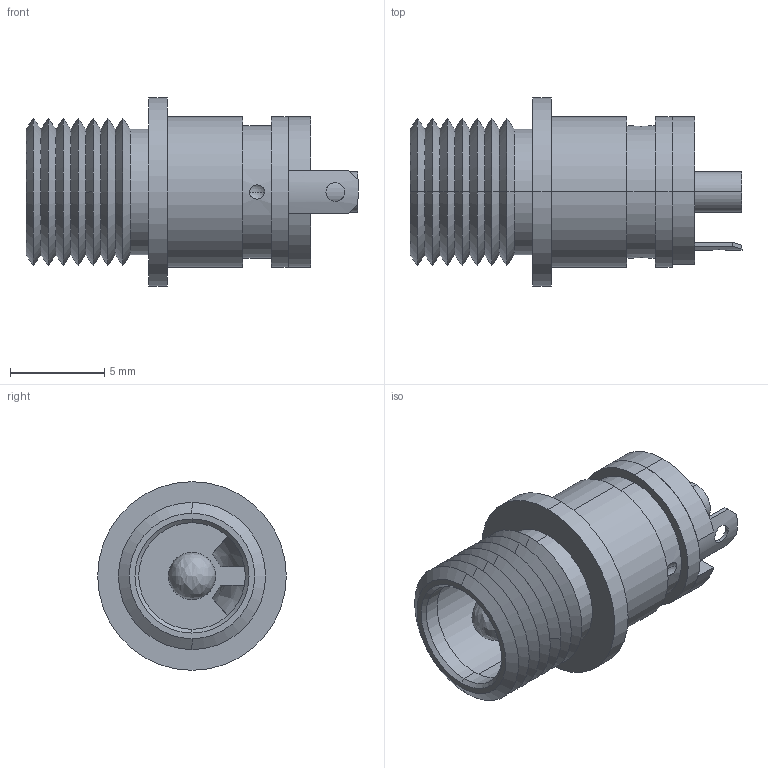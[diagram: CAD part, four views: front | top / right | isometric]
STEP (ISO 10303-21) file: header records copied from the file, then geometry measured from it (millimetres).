
FILE_DESCRIPTION (( 'STEP AP203' ), '1' );
FILE_NAME ('50-00617_revA.STEP', '2019-05-29T18:39:43', ( '' ), ( '' ), 'SwSTEP 2.0', 'SolidWorks 2015', '' );
FILE_SCHEMA (( 'CONFIG_CONTROL_DESIGN' ));
Length unit declared in the file: millimetre
Products named in the file (5): 50-00617_revA; 50-00617 insulator; 50-00617 center terminal; 50-00617 shell; 50-00617 ground terminal
Assembly tree (4 placements, depth 2):
  50-00617_revA
    50-00617 insulator
    50-00617 ground terminal
    50-00617 center terminal
    50-00617 shell
Bounding box: 17.6 x 10 x 10 mm (x, y, z)
Volume: 442.2 mm3; surface area: 1289.8 mm2
Topology: 4 solids, 4 shells, 118 faces, 276 edges, 173 vertices
Faces by surface type: cylinder 46, cone 32, plane 31, bspline 5, sphere 4
Entity records: 4198 total; most frequent: CARTESIAN_POINT 937, DIRECTION 616, ORIENTED_EDGE 544, EDGE_CURVE 272, AXIS2_PLACEMENT_3D 252, VERTEX_POINT 173, EDGE_LOOP 139, CIRCLE 132
